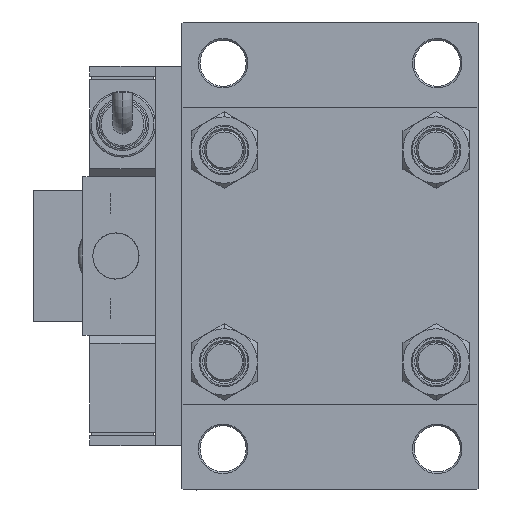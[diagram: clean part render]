
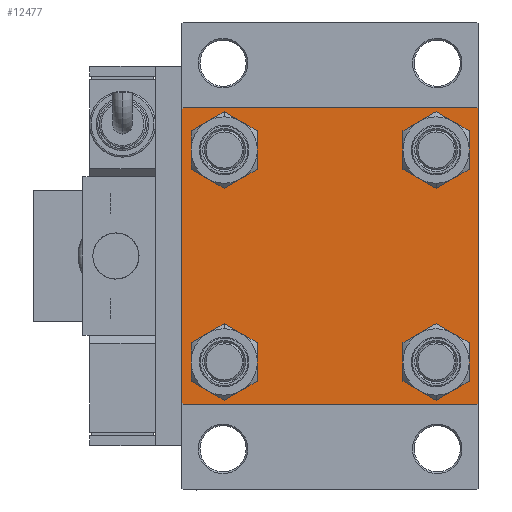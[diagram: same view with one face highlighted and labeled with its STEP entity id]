
A CAD part, left-side view. The second image highlights one B-rep face of the part: STEP entity #12477.
In plain terms, the highlighted planar face has unit normal (-1, 0, 0).
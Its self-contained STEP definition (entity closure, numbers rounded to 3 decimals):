
#621 = VERTEX_POINT ( 'NONE', #11637 ) ;
#994 = CIRCLE ( 'NONE', #18340, 6.5 ) ;
#1093 = DIRECTION ( 'NONE',  ( 0., 0., 1. ) ) ;
#2888 = CARTESIAN_POINT ( 'NONE',  ( 0., 32.15, -25.65 ) ) ;
#3323 = VERTEX_POINT ( 'NONE', #16233 ) ;
#4018 = DIRECTION ( 'NONE',  ( 0., -1., 0. ) ) ;
#4059 = FACE_BOUND ( 'NONE', #48491, .T. ) ;
#4061 = AXIS2_PLACEMENT_3D ( 'NONE', #13626, #44719, #31020 ) ;
#4198 = CIRCLE ( 'NONE', #48878, 6.5 ) ;
#4748 = EDGE_CURVE ( 'NONE', #53400, #52119, #38034, .T. ) ;
#4949 = CIRCLE ( 'NONE', #24134, 6.5 ) ;
#7856 = VECTOR ( 'NONE', #21627, 1000. ) ;
#8128 = DIRECTION ( 'NONE',  ( 0., 0.707, -0.707 ) ) ;
#8338 = EDGE_CURVE ( 'NONE', #13301, #13421, #50996, .T. ) ;
#8415 = DIRECTION ( 'NONE',  ( 1., 0., 0. ) ) ;
#8687 = ORIENTED_EDGE ( 'NONE', *, *, #30969, .F. ) ;
#8763 = CARTESIAN_POINT ( 'NONE',  ( 0., 32.15, 38.65 ) ) ;
#9353 = ORIENTED_EDGE ( 'NONE', *, *, #14614, .T. ) ;
#9510 = LINE ( 'NONE', #26928, #35012 ) ;
#9640 = VECTOR ( 'NONE', #45453, 1000. ) ;
#9812 = VECTOR ( 'NONE', #19813, 1000. ) ;
#9856 = EDGE_CURVE ( 'NONE', #26650, #23907, #54132, .T. ) ;
#10327 = CARTESIAN_POINT ( 'NONE',  ( 0., -32.15, 32.15 ) ) ;
#11299 = VERTEX_POINT ( 'NONE', #24088 ) ;
#11340 = DIRECTION ( 'NONE',  ( 0., 0., 1. ) ) ;
#11591 = ORIENTED_EDGE ( 'NONE', *, *, #34382, .T. ) ;
#11637 = CARTESIAN_POINT ( 'NONE',  ( 0., -45., 44.5 ) ) ;
#11810 = EDGE_CURVE ( 'NONE', #18055, #54214, #4949, .T. ) ;
#11882 = DIRECTION ( 'NONE',  ( 0., 0., -1. ) ) ;
#11942 = EDGE_CURVE ( 'NONE', #32291, #11299, #55161, .T. ) ;
#12135 = LINE ( 'NONE', #29261, #18877 ) ;
#12477 = ADVANCED_FACE ( 'NONE', ( #21210, #56054, #34342, #4059, #51761 ), #21492, .T. ) ;
#12733 = CARTESIAN_POINT ( 'NONE',  ( 0., -32.15, 38.65 ) ) ;
#13301 = VERTEX_POINT ( 'NONE', #26054 ) ;
#13421 = VERTEX_POINT ( 'NONE', #15759 ) ;
#13626 = CARTESIAN_POINT ( 'NONE',  ( 0., -32.15, -32.15 ) ) ;
#13703 = EDGE_LOOP ( 'NONE', ( #22375, #54374 ) ) ;
#14025 = ORIENTED_EDGE ( 'NONE', *, *, #17806, .F. ) ;
#14235 = DIRECTION ( 'NONE',  ( 0., 0., 1. ) ) ;
#14263 = EDGE_LOOP ( 'NONE', ( #31048, #28522, #34089, #24000, #14025, #9353, #8687, #45178 ) ) ;
#14614 = EDGE_CURVE ( 'NONE', #621, #55679, #41748, .T. ) ;
#15054 = CARTESIAN_POINT ( 'NONE',  ( 0., -32.15, 32.15 ) ) ;
#15342 = DIRECTION ( 'NONE',  ( 1., 0., 0. ) ) ;
#15759 = CARTESIAN_POINT ( 'NONE',  ( 0., 45., -44.5 ) ) ;
#16233 = CARTESIAN_POINT ( 'NONE',  ( 0., -45., -44.5 ) ) ;
#16819 = EDGE_CURVE ( 'NONE', #28282, #13301, #12135, .T. ) ;
#16998 = DIRECTION ( 'NONE',  ( 0., 0., 1. ) ) ;
#17770 = DIRECTION ( 'NONE',  ( 0., 0., 1. ) ) ;
#17806 = EDGE_CURVE ( 'NONE', #621, #3323, #51883, .T. ) ;
#18055 = VERTEX_POINT ( 'NONE', #2888 ) ;
#18206 = ORIENTED_EDGE ( 'NONE', *, *, #33635, .T. ) ;
#18340 = AXIS2_PLACEMENT_3D ( 'NONE', #24486, #29308, #46717 ) ;
#18486 = VERTEX_POINT ( 'NONE', #12733 ) ;
#18877 = VECTOR ( 'NONE', #8128, 1000. ) ;
#19813 = DIRECTION ( 'NONE',  ( 0., -0.707, 0.707 ) ) ;
#19935 = CARTESIAN_POINT ( 'NONE',  ( 0., 32.15, 32.15 ) ) ;
#20652 = LINE ( 'NONE', #32641, #9812 ) ;
#21210 = FACE_BOUND ( 'NONE', #49827, .T. ) ;
#21277 = CARTESIAN_POINT ( 'NONE',  ( 0., 32.15, -32.15 ) ) ;
#21460 = EDGE_CURVE ( 'NONE', #52119, #3323, #20652, .T. ) ;
#21492 = PLANE ( 'NONE',  #30551 ) ;
#21627 = DIRECTION ( 'NONE',  ( 0., 0., -1. ) ) ;
#22203 = CARTESIAN_POINT ( 'NONE',  ( 0., -32.15, 25.65 ) ) ;
#22344 = CIRCLE ( 'NONE', #28706, 6.5 ) ;
#22375 = ORIENTED_EDGE ( 'NONE', *, *, #49621, .T. ) ;
#22446 = LINE ( 'NONE', #39867, #23250 ) ;
#23250 = VECTOR ( 'NONE', #25881, 1000. ) ;
#23289 = AXIS2_PLACEMENT_3D ( 'NONE', #10327, #27738, #23477 ) ;
#23477 = DIRECTION ( 'NONE',  ( 0., 0., 1. ) ) ;
#23907 = VERTEX_POINT ( 'NONE', #29089 ) ;
#23972 = VECTOR ( 'NONE', #4018, 1000. ) ;
#24000 = ORIENTED_EDGE ( 'NONE', *, *, #21460, .T. ) ;
#24088 = CARTESIAN_POINT ( 'NONE',  ( 0., -32.15, -25.65 ) ) ;
#24134 = AXIS2_PLACEMENT_3D ( 'NONE', #35934, #48506, #1093 ) ;
#24486 = CARTESIAN_POINT ( 'NONE',  ( 0., -32.15, -32.15 ) ) ;
#25881 = DIRECTION ( 'NONE',  ( 0., -1., 0. ) ) ;
#26045 = CARTESIAN_POINT ( 'NONE',  ( 0., 0., 0. ) ) ;
#26054 = CARTESIAN_POINT ( 'NONE',  ( 0., 45., 44.5 ) ) ;
#26650 = VERTEX_POINT ( 'NONE', #8763 ) ;
#26928 = CARTESIAN_POINT ( 'NONE',  ( 0., 44.75, -44.75 ) ) ;
#27738 = DIRECTION ( 'NONE',  ( 1., 0., 0. ) ) ;
#28282 = VERTEX_POINT ( 'NONE', #34091 ) ;
#28522 = ORIENTED_EDGE ( 'NONE', *, *, #29650, .T. ) ;
#28706 = AXIS2_PLACEMENT_3D ( 'NONE', #15054, #15342, #50437 ) ;
#29089 = CARTESIAN_POINT ( 'NONE',  ( 0., 32.15, 25.65 ) ) ;
#29261 = CARTESIAN_POINT ( 'NONE',  ( 0., 44.75, 44.75 ) ) ;
#29308 = DIRECTION ( 'NONE',  ( 1., 0., 0. ) ) ;
#29650 = EDGE_CURVE ( 'NONE', #13421, #53400, #9510, .T. ) ;
#30456 = CARTESIAN_POINT ( 'NONE',  ( 0., -45., 45. ) ) ;
#30551 = AXIS2_PLACEMENT_3D ( 'NONE', #26045, #43466, #17770 ) ;
#30969 = EDGE_CURVE ( 'NONE', #28282, #55679, #22446, .T. ) ;
#31020 = DIRECTION ( 'NONE',  ( 0., 0., 1. ) ) ;
#31048 = ORIENTED_EDGE ( 'NONE', *, *, #8338, .T. ) ;
#31802 = ORIENTED_EDGE ( 'NONE', *, *, #36652, .T. ) ;
#32226 = AXIS2_PLACEMENT_3D ( 'NONE', #35912, #49623, #14235 ) ;
#32291 = VERTEX_POINT ( 'NONE', #38065 ) ;
#32613 = AXIS2_PLACEMENT_3D ( 'NONE', #21277, #8415, #16998 ) ;
#32641 = CARTESIAN_POINT ( 'NONE',  ( 0., -44.75, -44.75 ) ) ;
#33635 = EDGE_CURVE ( 'NONE', #18486, #56212, #22344, .T. ) ;
#33853 = CARTESIAN_POINT ( 'NONE',  ( 0., 45., 45. ) ) ;
#34089 = ORIENTED_EDGE ( 'NONE', *, *, #4748, .T. ) ;
#34091 = CARTESIAN_POINT ( 'NONE',  ( 0., 44.5, 45. ) ) ;
#34203 = CIRCLE ( 'NONE', #23289, 6.5 ) ;
#34342 = FACE_BOUND ( 'NONE', #49663, .T. ) ;
#34382 = EDGE_CURVE ( 'NONE', #56212, #18486, #34203, .T. ) ;
#35012 = VECTOR ( 'NONE', #44344, 1000. ) ;
#35912 = CARTESIAN_POINT ( 'NONE',  ( 0., 32.15, 32.15 ) ) ;
#35934 = CARTESIAN_POINT ( 'NONE',  ( 0., 32.15, -32.15 ) ) ;
#36234 = CIRCLE ( 'NONE', #32613, 6.5 ) ;
#36652 = EDGE_CURVE ( 'NONE', #23907, #26650, #4198, .T. ) ;
#37338 = DIRECTION ( 'NONE',  ( 1., 0., 0. ) ) ;
#38034 = LINE ( 'NONE', #55462, #23972 ) ;
#38065 = CARTESIAN_POINT ( 'NONE',  ( 0., -32.15, -38.65 ) ) ;
#38936 = EDGE_CURVE ( 'NONE', #54214, #18055, #36234, .T. ) ;
#39486 = VECTOR ( 'NONE', #11882, 1000. ) ;
#39867 = CARTESIAN_POINT ( 'NONE',  ( 0., 45., 45. ) ) ;
#41452 = CARTESIAN_POINT ( 'NONE',  ( 0., -44.75, 44.75 ) ) ;
#41748 = LINE ( 'NONE', #41452, #9640 ) ;
#43045 = CARTESIAN_POINT ( 'NONE',  ( 0., 32.15, -38.65 ) ) ;
#43466 = DIRECTION ( 'NONE',  ( -1., 0., 0. ) ) ;
#44133 = ORIENTED_EDGE ( 'NONE', *, *, #11810, .T. ) ;
#44344 = DIRECTION ( 'NONE',  ( 0., -0.707, -0.707 ) ) ;
#44719 = DIRECTION ( 'NONE',  ( 1., 0., 0. ) ) ;
#45100 = CARTESIAN_POINT ( 'NONE',  ( 0., -44.5, -45. ) ) ;
#45178 = ORIENTED_EDGE ( 'NONE', *, *, #16819, .T. ) ;
#45453 = DIRECTION ( 'NONE',  ( 0., 0.707, 0.707 ) ) ;
#46717 = DIRECTION ( 'NONE',  ( 0., 0., 1. ) ) ;
#48491 = EDGE_LOOP ( 'NONE', ( #52854, #31802 ) ) ;
#48506 = DIRECTION ( 'NONE',  ( 1., 0., 0. ) ) ;
#48878 = AXIS2_PLACEMENT_3D ( 'NONE', #19935, #37338, #11340 ) ;
#49316 = ORIENTED_EDGE ( 'NONE', *, *, #38936, .T. ) ;
#49621 = EDGE_CURVE ( 'NONE', #11299, #32291, #994, .T. ) ;
#49623 = DIRECTION ( 'NONE',  ( 1., 0., 0. ) ) ;
#49663 = EDGE_LOOP ( 'NONE', ( #44133, #49316 ) ) ;
#49827 = EDGE_LOOP ( 'NONE', ( #18206, #11591 ) ) ;
#50100 = CARTESIAN_POINT ( 'NONE',  ( 0., -44.5, 45. ) ) ;
#50437 = DIRECTION ( 'NONE',  ( 0., 0., 1. ) ) ;
#50996 = LINE ( 'NONE', #33853, #39486 ) ;
#51761 = FACE_OUTER_BOUND ( 'NONE', #14263, .T. ) ;
#51883 = LINE ( 'NONE', #30456, #7856 ) ;
#52119 = VERTEX_POINT ( 'NONE', #45100 ) ;
#52854 = ORIENTED_EDGE ( 'NONE', *, *, #9856, .T. ) ;
#53400 = VERTEX_POINT ( 'NONE', #54835 ) ;
#54132 = CIRCLE ( 'NONE', #32226, 6.5 ) ;
#54214 = VERTEX_POINT ( 'NONE', #43045 ) ;
#54374 = ORIENTED_EDGE ( 'NONE', *, *, #11942, .T. ) ;
#54835 = CARTESIAN_POINT ( 'NONE',  ( 0., 44.5, -45. ) ) ;
#55161 = CIRCLE ( 'NONE', #4061, 6.5 ) ;
#55462 = CARTESIAN_POINT ( 'NONE',  ( 0., 45., -45. ) ) ;
#55679 = VERTEX_POINT ( 'NONE', #50100 ) ;
#56054 = FACE_BOUND ( 'NONE', #13703, .T. ) ;
#56212 = VERTEX_POINT ( 'NONE', #22203 ) ;
